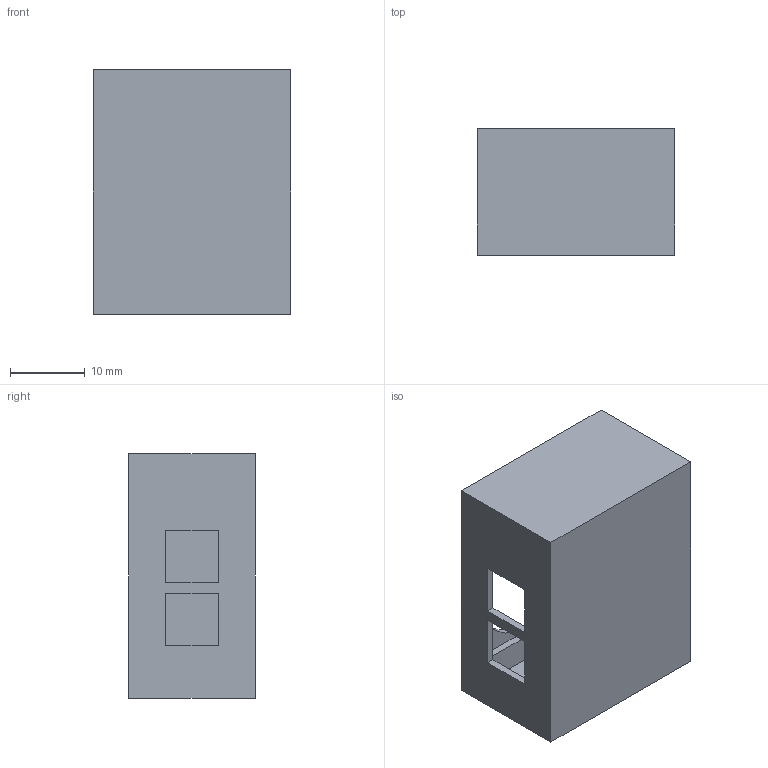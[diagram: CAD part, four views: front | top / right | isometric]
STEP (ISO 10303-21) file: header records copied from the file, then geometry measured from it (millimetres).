
FILE_DESCRIPTION(/* description */ (''),/* implementation_level */ '2;1');
FILE_NAME(/* name */ 'carcasaXeotype_COLOR.stp',/* time_stamp */ '2021-04-10T23:25:14+03:00',/* author */ ('Vlasciar'),/* organization */ (''),/* preprocessor_version */ 'ST-DEVELOPER v18',/* originating_system */ 'Autodesk Inventor 2020',/* authorisation */ '');
FILE_SCHEMA (('AUTOMOTIVE_DESIGN { 1 0 10303 214 3 1 1 }'));
Length unit declared in the file: millimetre
Products named in the file (1): carcasaXeotype_COLOR
Bounding box: 26.5 x 17 x 32.75 mm (x, y, z)
Volume: 3080.6 mm3; surface area: 5904.9 mm2
Topology: 1 solids, 1 shells, 32 faces, 92 edges, 71 vertices
Faces by surface type: plane 30, cylinder 2
Full cylindrical faces by diameter (mm): 23.5 x1
Entity records: 1071 total; most frequent: CARTESIAN_POINT 187, ORIENTED_EDGE 166, DIRECTION 159, EDGE_CURVE 83, LINE 75, VECTOR 75, VERTEX_POINT 54, AXIS2_PLACEMENT_3D 42
